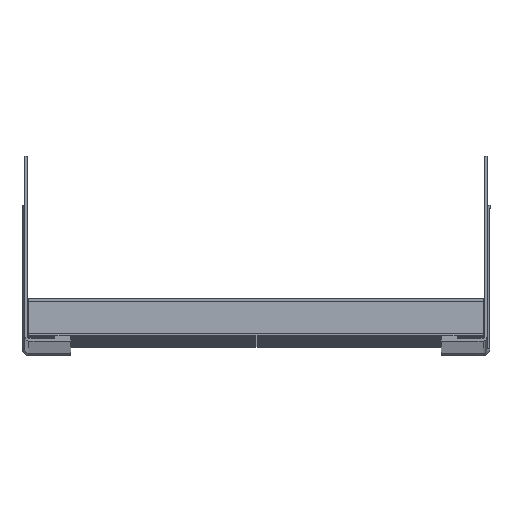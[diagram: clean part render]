
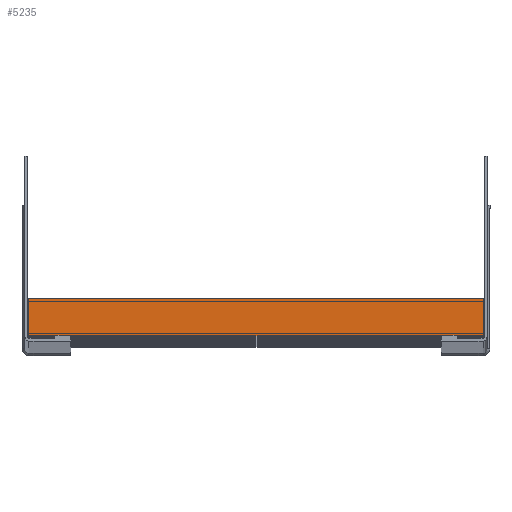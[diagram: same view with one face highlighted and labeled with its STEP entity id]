
A CAD part, top view. The second image highlights one B-rep face of the part: STEP entity #5235.
In plain terms, the highlighted planar face has unit normal (0, 0, 1).
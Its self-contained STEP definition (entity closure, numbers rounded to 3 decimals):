
#197 = CARTESIAN_POINT ( 'NONE',  ( 1., -19.309, 1377.21 ) ) ;
#199 = DIRECTION ( 'NONE',  ( -1., 0., 0. ) ) ;
#600 = EDGE_CURVE ( 'NONE', #10054, #10057, #4603, .T. ) ;
#1218 = EDGE_LOOP ( 'NONE', ( #9917, #9918, #9919, #9920, #9921, #9922, #9923, #9924 ) ) ;
#1791 = AXIS2_PLACEMENT_3D ( 'NONE', #2034, #2043, #2044 ) ;
#2034 = CARTESIAN_POINT ( 'NONE',  ( 1., -19.309, 1377.21 ) ) ;
#2041 = PLANE ( 'NONE',  #1791 ) ;
#2043 = DIRECTION ( 'NONE',  ( 0., 0., 1. ) ) ;
#2044 = DIRECTION ( 'NONE',  ( 0., -1., 0. ) ) ;
#3326 = EDGE_CURVE ( 'NONE', #9407, #9412, #3697, .T. ) ;
#3340 = EDGE_CURVE ( 'NONE', #9419, #9416, #3725, .T. ) ;
#3342 = EDGE_CURVE ( 'NONE', #9412, #9416, #3729, .T. ) ;
#3343 = EDGE_CURVE ( 'NONE', #9407, #9279, #3731, .T. ) ;
#3344 = EDGE_CURVE ( 'NONE', #9280, #9419, #3733, .T. ) ;
#3368 = EDGE_CURVE ( 'NONE', #10057, #9279, #3772, .T. ) ;
#3369 = EDGE_CURVE ( 'NONE', #9280, #10054, #3782, .T. ) ;
#3697 = LINE ( 'NONE', #4149, #3700 ) ;
#3700 = VECTOR ( 'NONE', #4151, 1000. ) ;
#3725 = LINE ( 'NONE', #4177, #3728 ) ;
#3728 = VECTOR ( 'NONE', #4178, 1000. ) ;
#3729 = LINE ( 'NONE', #4180, #3732 ) ;
#3731 = LINE ( 'NONE', #4182, #3734 ) ;
#3732 = VECTOR ( 'NONE', #4181, 1000. ) ;
#3733 = LINE ( 'NONE', #4184, #3736 ) ;
#3734 = VECTOR ( 'NONE', #4183, 1000. ) ;
#3736 = VECTOR ( 'NONE', #4185, 1000. ) ;
#3772 = LINE ( 'NONE', #4221, #3783 ) ;
#3782 = LINE ( 'NONE', #4236, #3785 ) ;
#3783 = VECTOR ( 'NONE', #4235, 1000. ) ;
#3785 = VECTOR ( 'NONE', #4238, 1000. ) ;
#3905 = FACE_OUTER_BOUND ( 'NONE', #1218, .T. ) ;
#4149 = CARTESIAN_POINT ( 'NONE',  ( 1., -19.309, 1377.21 ) ) ;
#4151 = DIRECTION ( 'NONE',  ( -1., 0., 0. ) ) ;
#4177 = CARTESIAN_POINT ( 'NONE',  ( 1., -3.309, 1377.21 ) ) ;
#4178 = DIRECTION ( 'NONE',  ( -1., 0., 0. ) ) ;
#4180 = CARTESIAN_POINT ( 'NONE',  ( -196., -19.309, 1377.21 ) ) ;
#4181 = DIRECTION ( 'NONE',  ( 0., 1., 0. ) ) ;
#4182 = CARTESIAN_POINT ( 'NONE',  ( 1., -19.309, 1377.21 ) ) ;
#4183 = DIRECTION ( 'NONE',  ( 1., 0., 0. ) ) ;
#4184 = CARTESIAN_POINT ( 'NONE',  ( 1., -19.309, 1377.21 ) ) ;
#4185 = DIRECTION ( 'NONE',  ( 0., 1., 0. ) ) ;
#4221 = CARTESIAN_POINT ( 'NONE',  ( 1., -19.309, 1377.21 ) ) ;
#4235 = DIRECTION ( 'NONE',  ( -1., 0., 0. ) ) ;
#4236 = CARTESIAN_POINT ( 'NONE',  ( 1., -19.309, 1377.21 ) ) ;
#4238 = DIRECTION ( 'NONE',  ( -1., 0., 0. ) ) ;
#4603 = LINE ( 'NONE', #197, #4606 ) ;
#4606 = VECTOR ( 'NONE', #199, 1000. ) ;
#5235 = ADVANCED_FACE ( 'NONE', ( #3905 ), #2041, .T. ) ;
#9279 = VERTEX_POINT ( 'NONE', #10608 ) ;
#9280 = VERTEX_POINT ( 'NONE', #10609 ) ;
#9407 = VERTEX_POINT ( 'NONE', #10736 ) ;
#9412 = VERTEX_POINT ( 'NONE', #10741 ) ;
#9416 = VERTEX_POINT ( 'NONE', #10745 ) ;
#9419 = VERTEX_POINT ( 'NONE', #10748 ) ;
#9917 = ORIENTED_EDGE ( 'NONE', *, *, #3342, .F. ) ;
#9918 = ORIENTED_EDGE ( 'NONE', *, *, #3326, .F. ) ;
#9919 = ORIENTED_EDGE ( 'NONE', *, *, #3343, .T. ) ;
#9920 = ORIENTED_EDGE ( 'NONE', *, *, #3368, .F. ) ;
#9921 = ORIENTED_EDGE ( 'NONE', *, *, #600, .F. ) ;
#9922 = ORIENTED_EDGE ( 'NONE', *, *, #3369, .F. ) ;
#9923 = ORIENTED_EDGE ( 'NONE', *, *, #3344, .T. ) ;
#9924 = ORIENTED_EDGE ( 'NONE', *, *, #3340, .T. ) ;
#10054 = VERTEX_POINT ( 'NONE', #10889 ) ;
#10057 = VERTEX_POINT ( 'NONE', #10892 ) ;
#10608 = CARTESIAN_POINT ( 'NONE',  ( -177.7, -19.309, 1377.21 ) ) ;
#10609 = CARTESIAN_POINT ( 'NONE',  ( 1., -19.309, 1377.21 ) ) ;
#10736 = CARTESIAN_POINT ( 'NONE',  ( -184.5, -19.309, 1377.21 ) ) ;
#10741 = CARTESIAN_POINT ( 'NONE',  ( -196., -19.309, 1377.21 ) ) ;
#10745 = CARTESIAN_POINT ( 'NONE',  ( -196., -3.309, 1377.21 ) ) ;
#10748 = CARTESIAN_POINT ( 'NONE',  ( 1., -3.309, 1377.21 ) ) ;
#10889 = CARTESIAN_POINT ( 'NONE',  ( -10.5, -19.309, 1377.21 ) ) ;
#10892 = CARTESIAN_POINT ( 'NONE',  ( -17.3, -19.309, 1377.21 ) ) ;
